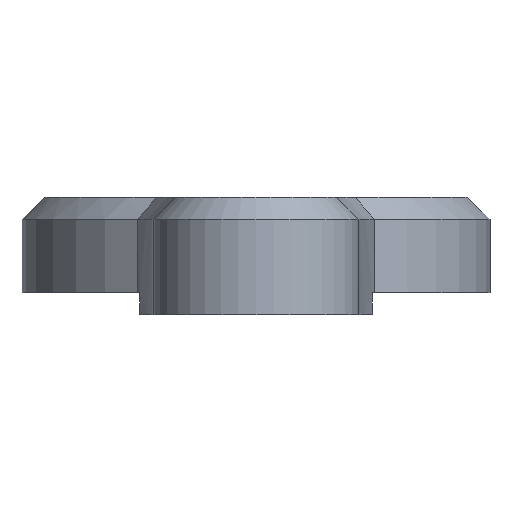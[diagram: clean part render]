
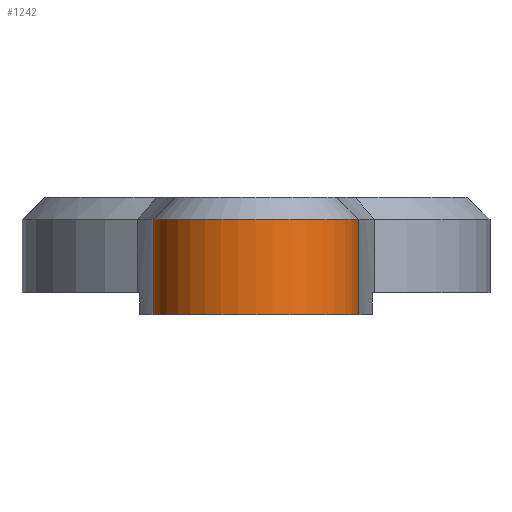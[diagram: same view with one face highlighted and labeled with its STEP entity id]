
A CAD part, front view. The second image highlights one B-rep face of the part: STEP entity #1242.
In plain terms, the highlighted cylindrical face has radius 7 mm (diameter 14 mm), a partial arc.
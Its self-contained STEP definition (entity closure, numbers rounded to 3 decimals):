
#107 = CONICAL_SURFACE('',#108,7.,0.785);
#108 = AXIS2_PLACEMENT_3D('',#109,#110,#111);
#109 = CARTESIAN_POINT('',(0.,-23.,6.5));
#110 = DIRECTION('',(-0.,-0.,-1.));
#111 = DIRECTION('',(1.,0.,0.));
#476 = VERTEX_POINT('',#477);
#477 = CARTESIAN_POINT('',(-7.,-23.,6.5));
#513 = CYLINDRICAL_SURFACE('',#514,39.038);
#514 = AXIS2_PLACEMENT_3D('',#515,#516,#517);
#515 = CARTESIAN_POINT('',(-46.038,-23.,0.));
#516 = DIRECTION('',(-0.,-0.,-1.));
#517 = DIRECTION('',(1.,0.,0.));
#582 = VERTEX_POINT('',#583);
#583 = CARTESIAN_POINT('',(7.,-23.,6.5));
#604 = EDGE_CURVE('',#582,#476,#605,.T.);
#605 = SURFACE_CURVE('',#606,(#611,#618),.PCURVE_S1.);
#606 = CIRCLE('',#607,7.);
#607 = AXIS2_PLACEMENT_3D('',#608,#609,#610);
#608 = CARTESIAN_POINT('',(0.,-23.,6.5));
#609 = DIRECTION('',(0.,0.,-1.));
#610 = DIRECTION('',(1.,0.,0.));
#611 = PCURVE('',#107,#612);
#612 = DEFINITIONAL_REPRESENTATION('',(#613),#617);
#613 = LINE('',#614,#615);
#614 = CARTESIAN_POINT('',(0.,0.));
#615 = VECTOR('',#616,1.);
#616 = DIRECTION('',(1.,0.));
#617 = ( GEOMETRIC_REPRESENTATION_CONTEXT(2) 
PARAMETRIC_REPRESENTATION_CONTEXT() REPRESENTATION_CONTEXT('2D SPACE',''
  ) );
#618 = PCURVE('',#619,#624);
#619 = CYLINDRICAL_SURFACE('',#620,7.);
#620 = AXIS2_PLACEMENT_3D('',#621,#622,#623);
#621 = CARTESIAN_POINT('',(0.,-23.,0.));
#622 = DIRECTION('',(-0.,-0.,-1.));
#623 = DIRECTION('',(1.,0.,0.));
#624 = DEFINITIONAL_REPRESENTATION('',(#625),#629);
#625 = LINE('',#626,#627);
#626 = CARTESIAN_POINT('',(-6.283,-6.5));
#627 = VECTOR('',#628,1.);
#628 = DIRECTION('',(1.,-0.));
#629 = ( GEOMETRIC_REPRESENTATION_CONTEXT(2) 
PARAMETRIC_REPRESENTATION_CONTEXT() REPRESENTATION_CONTEXT('2D SPACE',''
  ) );
#743 = CYLINDRICAL_SURFACE('',#744,39.038);
#744 = AXIS2_PLACEMENT_3D('',#745,#746,#747);
#745 = CARTESIAN_POINT('',(46.038,-23.,0.));
#746 = DIRECTION('',(-0.,-0.,-1.));
#747 = DIRECTION('',(1.,0.,0.));
#1143 = VERTEX_POINT('',#1144);
#1144 = CARTESIAN_POINT('',(-7.,-23.,0.));
#1159 = PLANE('',#1160);
#1160 = AXIS2_PLACEMENT_3D('',#1161,#1162,#1163);
#1161 = CARTESIAN_POINT('',(0.,0.,0.));
#1162 = DIRECTION('',(0.,0.,1.));
#1163 = DIRECTION('',(1.,0.,0.));
#1171 = EDGE_CURVE('',#1143,#476,#1172,.T.);
#1172 = SURFACE_CURVE('',#1173,(#1177,#1184),.PCURVE_S1.);
#1173 = LINE('',#1174,#1175);
#1174 = CARTESIAN_POINT('',(-7.,-23.,0.));
#1175 = VECTOR('',#1176,1.);
#1176 = DIRECTION('',(0.,0.,1.));
#1177 = PCURVE('',#513,#1178);
#1178 = DEFINITIONAL_REPRESENTATION('',(#1179),#1183);
#1179 = LINE('',#1180,#1181);
#1180 = CARTESIAN_POINT('',(-0.,0.));
#1181 = VECTOR('',#1182,1.);
#1182 = DIRECTION('',(-0.,-1.));
#1183 = ( GEOMETRIC_REPRESENTATION_CONTEXT(2) 
PARAMETRIC_REPRESENTATION_CONTEXT() REPRESENTATION_CONTEXT('2D SPACE',''
  ) );
#1184 = PCURVE('',#619,#1185);
#1185 = DEFINITIONAL_REPRESENTATION('',(#1186),#1190);
#1186 = LINE('',#1187,#1188);
#1187 = CARTESIAN_POINT('',(-3.142,0.));
#1188 = VECTOR('',#1189,1.);
#1189 = DIRECTION('',(-0.,-1.));
#1190 = ( GEOMETRIC_REPRESENTATION_CONTEXT(2) 
PARAMETRIC_REPRESENTATION_CONTEXT() REPRESENTATION_CONTEXT('2D SPACE',''
  ) );
#1242 = ADVANCED_FACE('',(#1243),#619,.T.);
#1243 = FACE_BOUND('',#1244,.F.);
#1244 = EDGE_LOOP('',(#1245,#1246,#1247,#1270));
#1245 = ORIENTED_EDGE('',*,*,#1171,.T.);
#1246 = ORIENTED_EDGE('',*,*,#604,.F.);
#1247 = ORIENTED_EDGE('',*,*,#1248,.F.);
#1248 = EDGE_CURVE('',#1249,#582,#1251,.T.);
#1249 = VERTEX_POINT('',#1250);
#1250 = CARTESIAN_POINT('',(7.,-23.,0.));
#1251 = SURFACE_CURVE('',#1252,(#1256,#1263),.PCURVE_S1.);
#1252 = LINE('',#1253,#1254);
#1253 = CARTESIAN_POINT('',(7.,-23.,0.));
#1254 = VECTOR('',#1255,1.);
#1255 = DIRECTION('',(0.,0.,1.));
#1256 = PCURVE('',#619,#1257);
#1257 = DEFINITIONAL_REPRESENTATION('',(#1258),#1262);
#1258 = LINE('',#1259,#1260);
#1259 = CARTESIAN_POINT('',(-6.283,0.));
#1260 = VECTOR('',#1261,1.);
#1261 = DIRECTION('',(-0.,-1.));
#1262 = ( GEOMETRIC_REPRESENTATION_CONTEXT(2) 
PARAMETRIC_REPRESENTATION_CONTEXT() REPRESENTATION_CONTEXT('2D SPACE',''
  ) );
#1263 = PCURVE('',#743,#1264);
#1264 = DEFINITIONAL_REPRESENTATION('',(#1265),#1269);
#1265 = LINE('',#1266,#1267);
#1266 = CARTESIAN_POINT('',(-3.142,0.));
#1267 = VECTOR('',#1268,1.);
#1268 = DIRECTION('',(-0.,-1.));
#1269 = ( GEOMETRIC_REPRESENTATION_CONTEXT(2) 
PARAMETRIC_REPRESENTATION_CONTEXT() REPRESENTATION_CONTEXT('2D SPACE',''
  ) );
#1270 = ORIENTED_EDGE('',*,*,#1271,.F.);
#1271 = EDGE_CURVE('',#1143,#1249,#1272,.T.);
#1272 = SURFACE_CURVE('',#1273,(#1278,#1285),.PCURVE_S1.);
#1273 = CIRCLE('',#1274,7.);
#1274 = AXIS2_PLACEMENT_3D('',#1275,#1276,#1277);
#1275 = CARTESIAN_POINT('',(0.,-23.,0.));
#1276 = DIRECTION('',(0.,0.,1.));
#1277 = DIRECTION('',(1.,0.,0.));
#1278 = PCURVE('',#619,#1279);
#1279 = DEFINITIONAL_REPRESENTATION('',(#1280),#1284);
#1280 = LINE('',#1281,#1282);
#1281 = CARTESIAN_POINT('',(-0.,0.));
#1282 = VECTOR('',#1283,1.);
#1283 = DIRECTION('',(-1.,0.));
#1284 = ( GEOMETRIC_REPRESENTATION_CONTEXT(2) 
PARAMETRIC_REPRESENTATION_CONTEXT() REPRESENTATION_CONTEXT('2D SPACE',''
  ) );
#1285 = PCURVE('',#1159,#1286);
#1286 = DEFINITIONAL_REPRESENTATION('',(#1287),#1291);
#1287 = CIRCLE('',#1288,7.);
#1288 = AXIS2_PLACEMENT_2D('',#1289,#1290);
#1289 = CARTESIAN_POINT('',(0.,-23.));
#1290 = DIRECTION('',(1.,0.));
#1291 = ( GEOMETRIC_REPRESENTATION_CONTEXT(2) 
PARAMETRIC_REPRESENTATION_CONTEXT() REPRESENTATION_CONTEXT('2D SPACE',''
  ) );
